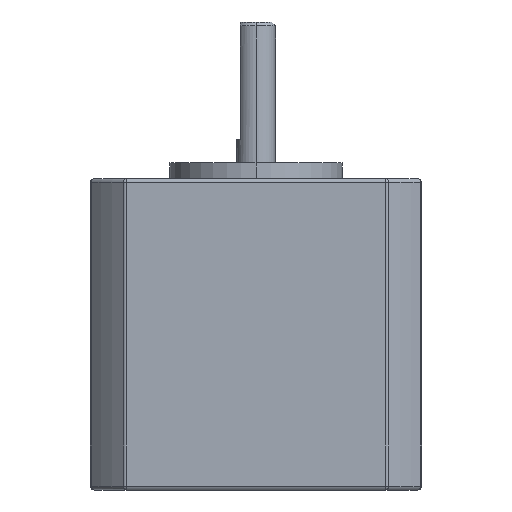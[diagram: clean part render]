
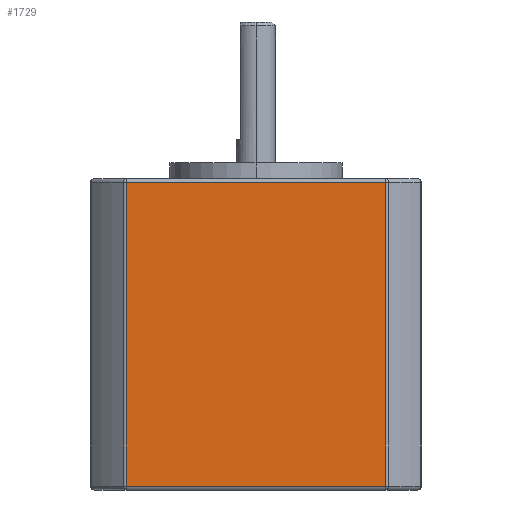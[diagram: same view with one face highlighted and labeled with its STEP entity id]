
A CAD part, left-side view. The second image highlights one B-rep face of the part: STEP entity #1729.
In plain terms, the highlighted planar face has unit normal (-1, 0, 0).
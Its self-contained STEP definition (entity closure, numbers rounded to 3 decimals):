
#123 = EDGE_LOOP ( 'NONE', ( #212, #214, #213, #152 ) ) ;
#152 = ORIENTED_EDGE ( 'NONE', *, *, #1110, .T. ) ;
#212 = ORIENTED_EDGE ( 'NONE', *, *, #1108, .T. ) ;
#213 = ORIENTED_EDGE ( 'NONE', *, *, #1109, .T. ) ;
#214 = ORIENTED_EDGE ( 'NONE', *, *, #1107, .T. ) ;
#230 = VERTEX_POINT ( 'NONE', #1805 ) ;
#238 = VERTEX_POINT ( 'NONE', #1797 ) ;
#246 = VERTEX_POINT ( 'NONE', #1789 ) ;
#247 = VERTEX_POINT ( 'NONE', #1788 ) ;
#357 = FACE_OUTER_BOUND ( 'NONE', #123, .T. ) ;
#451 = CARTESIAN_POINT ( 'NONE',  ( -21.15, 16.783, 39.3 ) ) ;
#452 = DIRECTION ( 'NONE',  ( 0., 1., 0. ) ) ;
#453 = CARTESIAN_POINT ( 'NONE',  ( -21.15, -16.608, 39.8 ) ) ;
#454 = DIRECTION ( 'NONE',  ( 0., 0., 1. ) ) ;
#455 = CARTESIAN_POINT ( 'NONE',  ( -21.15, 16.608, 39.8 ) ) ;
#456 = DIRECTION ( 'NONE',  ( 0., 0., -1. ) ) ;
#457 = CARTESIAN_POINT ( 'NONE',  ( -21.15, 16.783, 0.5 ) ) ;
#458 = DIRECTION ( 'NONE',  ( 0., -1., 0. ) ) ;
#678 = AXIS2_PLACEMENT_3D ( 'NONE', #1271, #1272, #1273 ) ;
#1107 = EDGE_CURVE ( 'NONE', #238, #247, #1639, .T. ) ;
#1108 = EDGE_CURVE ( 'NONE', #230, #238, #1640, .T. ) ;
#1109 = EDGE_CURVE ( 'NONE', #247, #246, #1641, .T. ) ;
#1110 = EDGE_CURVE ( 'NONE', #246, #230, #1642, .T. ) ;
#1270 = PLANE ( 'NONE',  #678 ) ;
#1271 = CARTESIAN_POINT ( 'NONE',  ( -21.15, 16.783, 39.8 ) ) ;
#1272 = DIRECTION ( 'NONE',  ( 1., 0., 0. ) ) ;
#1273 = DIRECTION ( 'NONE',  ( 0., 0., -1. ) ) ;
#1639 = LINE ( 'NONE', #451, #1757 ) ;
#1640 = LINE ( 'NONE', #453, #1758 ) ;
#1641 = LINE ( 'NONE', #455, #1759 ) ;
#1642 = LINE ( 'NONE', #457, #1761 ) ;
#1729 = ADVANCED_FACE ( 'NONE', ( #357 ), #1270, .F. ) ;
#1757 = VECTOR ( 'NONE', #452, 1000. ) ;
#1758 = VECTOR ( 'NONE', #454, 1000. ) ;
#1759 = VECTOR ( 'NONE', #456, 1000. ) ;
#1761 = VECTOR ( 'NONE', #458, 1000. ) ;
#1788 = CARTESIAN_POINT ( 'NONE',  ( -21.15, 16.608, 39.3 ) ) ;
#1789 = CARTESIAN_POINT ( 'NONE',  ( -21.15, 16.608, 0.5 ) ) ;
#1797 = CARTESIAN_POINT ( 'NONE',  ( -21.15, -16.608, 39.3 ) ) ;
#1805 = CARTESIAN_POINT ( 'NONE',  ( -21.15, -16.608, 0.5 ) ) ;
